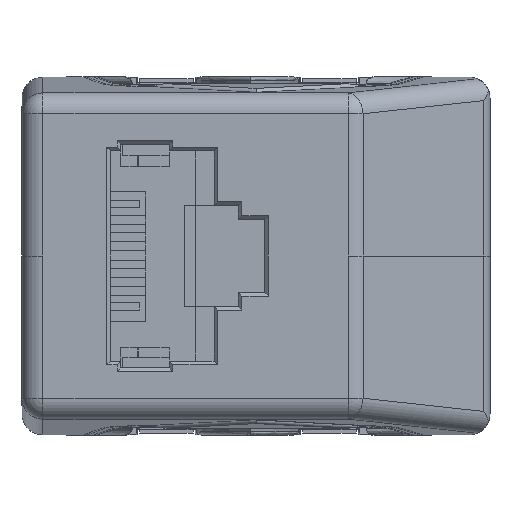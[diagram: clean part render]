
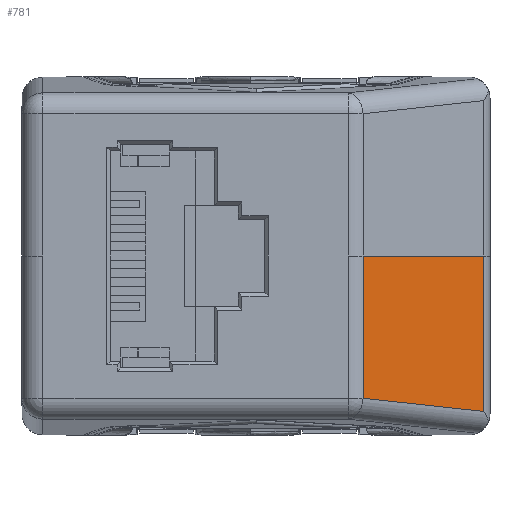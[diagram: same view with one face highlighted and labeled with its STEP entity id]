
A CAD part, left-side view. The second image highlights one B-rep face of the part: STEP entity #781.
In plain terms, the highlighted planar face has unit normal (-0.707, -0.707, 0).
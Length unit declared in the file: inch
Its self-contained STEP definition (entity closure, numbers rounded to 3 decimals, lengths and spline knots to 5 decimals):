
#781 = ADVANCED_FACE ( 'NONE', ( #21495 ), #5705, .F. ) ;
#1173 = ORIENTED_EDGE ( 'NONE', *, *, #7733, .T. ) ;
#3850 = EDGE_CURVE ( 'NONE', #9491, #23278, #21572, .T. ) ;
#4599 = LINE ( 'NONE', #22341, #22847 ) ;
#4819 = CARTESIAN_POINT ( 'NONE',  ( -0.12108, -0.65172, 0. ) ) ;
#5178 = CARTESIAN_POINT ( 'NONE',  ( -0.53379, -0.23901, -0.39968 ) ) ;
#5577 = DIRECTION ( 'NONE',  ( 0.707, 0.707, 0. ) ) ;
#5705 = PLANE ( 'NONE',  #22451 ) ;
#5873 = ORIENTED_EDGE ( 'NONE', *, *, #3850, .T. ) ;
#7733 = EDGE_CURVE ( 'NONE', #19203, #8340, #4599, .T. ) ;
#8340 = VERTEX_POINT ( 'NONE', #4819 ) ;
#9491 = VERTEX_POINT ( 'NONE', #18392 ) ;
#9556 = CARTESIAN_POINT ( 'NONE',  ( -0.48425, -0.28855, 0. ) ) ;
#9681 = DIRECTION ( 'NONE',  ( 0.707, -0.707, 0. ) ) ;
#9920 = CARTESIAN_POINT ( 'NONE',  ( -0.46668, -0.30612, 0.51181 ) ) ;
#11137 = EDGE_CURVE ( 'NONE', #23278, #19203, #23064, .T. ) ;
#11664 = DIRECTION ( 'NONE',  ( -0.707, 0.707, 0. ) ) ;
#11792 = CARTESIAN_POINT ( 'NONE',  ( -0.48425, -0.28855, 0.51181 ) ) ;
#12292 = VECTOR ( 'NONE', #22937, 39.37008 ) ;
#12386 = CARTESIAN_POINT ( 'NONE',  ( -0.12108, -0.65172, -0.44454 ) ) ;
#13139 = CARTESIAN_POINT ( 'NONE',  ( -0.46668, -0.30612, -0.40697 ) ) ;
#13959 = EDGE_CURVE ( 'NONE', #9491, #8340, #17196, .T. ) ;
#15754 = VECTOR ( 'NONE', #9681, 39.37008 ) ;
#17196 = LINE ( 'NONE', #9556, #15754 ) ;
#17423 = DIRECTION ( 'NONE',  ( 0., 0., -1. ) ) ;
#17924 = DIRECTION ( 'NONE',  ( 0., 0., 1. ) ) ;
#18392 = CARTESIAN_POINT ( 'NONE',  ( -0.46668, -0.30612, 0. ) ) ;
#18640 = VECTOR ( 'NONE', #17423, 39.37008 ) ;
#19203 = VERTEX_POINT ( 'NONE', #12386 ) ;
#19569 = EDGE_LOOP ( 'NONE', ( #20619, #5873, #22405, #1173 ) ) ;
#20619 = ORIENTED_EDGE ( 'NONE', *, *, #13959, .F. ) ;
#21495 = FACE_OUTER_BOUND ( 'NONE', #19569, .T. ) ;
#21572 = LINE ( 'NONE', #9920, #18640 ) ;
#22341 = CARTESIAN_POINT ( 'NONE',  ( -0.12108, -0.65172, 0.51181 ) ) ;
#22405 = ORIENTED_EDGE ( 'NONE', *, *, #11137, .T. ) ;
#22451 = AXIS2_PLACEMENT_3D ( 'NONE', #11792, #5577, #11664 ) ;
#22847 = VECTOR ( 'NONE', #17924, 39.37008 ) ;
#22937 = DIRECTION ( 'NONE',  ( 0.705, -0.705, -0.077 ) ) ;
#23064 = LINE ( 'NONE', #5178, #12292 ) ;
#23278 = VERTEX_POINT ( 'NONE', #13139 ) ;
